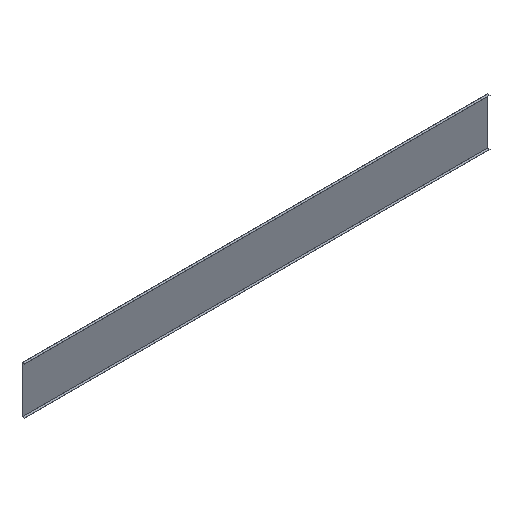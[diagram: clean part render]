
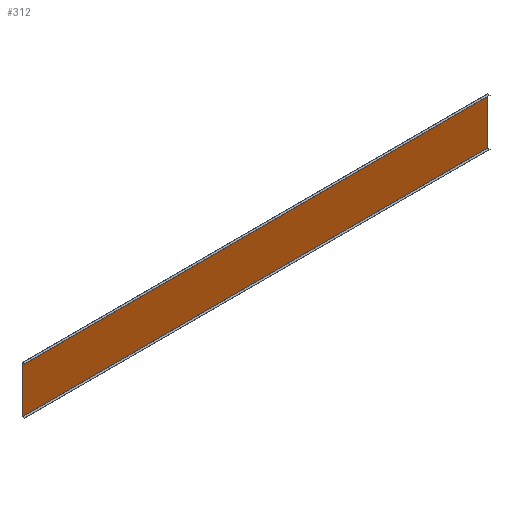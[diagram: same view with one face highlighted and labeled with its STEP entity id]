
A CAD part, isometric view. The second image highlights one B-rep face of the part: STEP entity #312.
In plain terms, the highlighted planar face has unit normal (0, -1, 0).
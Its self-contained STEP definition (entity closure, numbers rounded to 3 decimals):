
#6 = AXIS2_PLACEMENT_3D ( 'NONE', #126, #359, #181 ) ;
#10 = CARTESIAN_POINT ( 'NONE',  ( 1492.5, 0., 299. ) ) ;
#14 = CARTESIAN_POINT ( 'NONE',  ( -1492.5, 0., 299. ) ) ;
#17 = CARTESIAN_POINT ( 'NONE',  ( 0., 0., -1. ) ) ;
#32 = VERTEX_POINT ( 'NONE', #10 ) ;
#44 = CARTESIAN_POINT ( 'NONE',  ( 1492.5, 0., 298. ) ) ;
#47 = FACE_OUTER_BOUND ( 'NONE', #223, .T. ) ;
#54 = VECTOR ( 'NONE', #207, 1000. ) ;
#65 = ORIENTED_EDGE ( 'NONE', *, *, #283, .F. ) ;
#73 = PLANE ( 'NONE',  #6 ) ;
#81 = ORIENTED_EDGE ( 'NONE', *, *, #332, .F. ) ;
#94 = CARTESIAN_POINT ( 'NONE',  ( -1492.5, 0., -1. ) ) ;
#115 = VECTOR ( 'NONE', #358, 1000. ) ;
#116 = VERTEX_POINT ( 'NONE', #263 ) ;
#126 = CARTESIAN_POINT ( 'NONE',  ( -1492.5, 0., 298. ) ) ;
#179 = CARTESIAN_POINT ( 'NONE',  ( -1492.5, 0., 298. ) ) ;
#181 = DIRECTION ( 'NONE',  ( 0., 0., -1. ) ) ;
#189 = ORIENTED_EDGE ( 'NONE', *, *, #308, .F. ) ;
#193 = LINE ( 'NONE', #235, #328 ) ;
#207 = DIRECTION ( 'NONE',  ( -1., 0., 0. ) ) ;
#223 = EDGE_LOOP ( 'NONE', ( #224, #65, #189, #81 ) ) ;
#224 = ORIENTED_EDGE ( 'NONE', *, *, #303, .T. ) ;
#235 = CARTESIAN_POINT ( 'NONE',  ( 0., 0., 299. ) ) ;
#253 = VECTOR ( 'NONE', #295, 1000. ) ;
#255 = VERTEX_POINT ( 'NONE', #94 ) ;
#263 = CARTESIAN_POINT ( 'NONE',  ( 1492.5, 0., -1. ) ) ;
#265 = DIRECTION ( 'NONE',  ( 1., 0., 0. ) ) ;
#268 = LINE ( 'NONE', #17, #54 ) ;
#274 = VERTEX_POINT ( 'NONE', #14 ) ;
#276 = LINE ( 'NONE', #179, #115 ) ;
#283 = EDGE_CURVE ( 'NONE', #116, #255, #268, .T. ) ;
#295 = DIRECTION ( 'NONE',  ( 0., 0., -1. ) ) ;
#303 = EDGE_CURVE ( 'NONE', #274, #255, #276, .T. ) ;
#308 = EDGE_CURVE ( 'NONE', #32, #116, #339, .T. ) ;
#312 = ADVANCED_FACE ( 'NONE', ( #47 ), #73, .T. ) ;
#328 = VECTOR ( 'NONE', #265, 1000. ) ;
#332 = EDGE_CURVE ( 'NONE', #274, #32, #193, .T. ) ;
#339 = LINE ( 'NONE', #44, #253 ) ;
#358 = DIRECTION ( 'NONE',  ( 0., 0., -1. ) ) ;
#359 = DIRECTION ( 'NONE',  ( 0., -1., 0. ) ) ;
